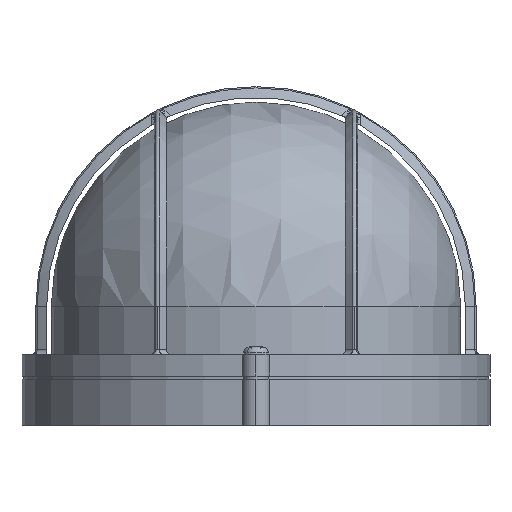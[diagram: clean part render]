
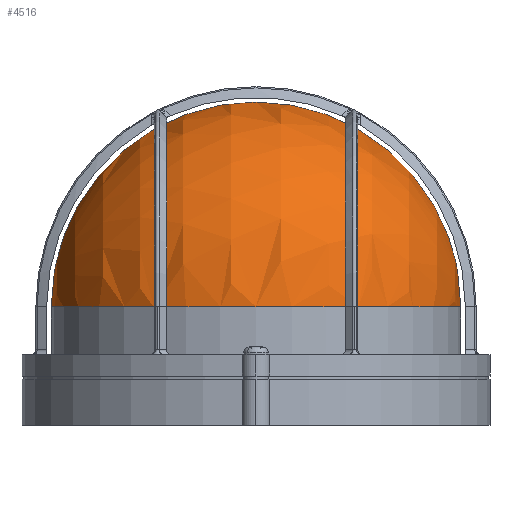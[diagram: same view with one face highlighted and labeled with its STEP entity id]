
A CAD part, left-side view. The second image highlights one B-rep face of the part: STEP entity #4516.
In plain terms, the highlighted spherical face has radius 66.5 mm.
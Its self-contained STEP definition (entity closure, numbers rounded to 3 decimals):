
#201 = AXIS2_PLACEMENT_3D ( 'NONE', #7892, #8696, #4011 ) ;
#309 = VERTEX_POINT ( 'NONE', #6991 ) ;
#328 = DIRECTION ( 'NONE',  ( 0., 0., -1. ) ) ;
#475 = DIRECTION ( 'NONE',  ( 1., 0., 0. ) ) ;
#764 = CIRCLE ( 'NONE', #3320, 66.5 ) ;
#1302 = CARTESIAN_POINT ( 'NONE',  ( -54., -66.5, 38.5 ) ) ;
#1823 = AXIS2_PLACEMENT_3D ( 'NONE', #3045, #8500, #3814 ) ;
#1877 = VERTEX_POINT ( 'NONE', #4748 ) ;
#2015 = ORIENTED_EDGE ( 'NONE', *, *, #2288, .F. ) ;
#2288 = EDGE_CURVE ( 'NONE', #1877, #2944, #6968, .T. ) ;
#2543 = FACE_OUTER_BOUND ( 'NONE', #8739, .T. ) ;
#2780 = SPHERICAL_SURFACE ( 'NONE', #201, 66.5 ) ;
#2925 = EDGE_CURVE ( 'NONE', #309, #1877, #764, .T. ) ;
#2944 = VERTEX_POINT ( 'NONE', #1302 ) ;
#3045 = CARTESIAN_POINT ( 'NONE',  ( -54., 0., 38.5 ) ) ;
#3320 = AXIS2_PLACEMENT_3D ( 'NONE', #5132, #475, #5918 ) ;
#3346 = CIRCLE ( 'NONE', #8405, 66.5 ) ;
#3814 = DIRECTION ( 'NONE',  ( 0., 1., 0. ) ) ;
#4011 = DIRECTION ( 'NONE',  ( 1., 0., 0. ) ) ;
#4516 = ADVANCED_FACE ( 'NONE', ( #2543 ), #2780, .T. ) ;
#4748 = CARTESIAN_POINT ( 'NONE',  ( -54., 0., 105. ) ) ;
#4997 = CARTESIAN_POINT ( 'NONE',  ( -54., 0., 38.5 ) ) ;
#5132 = CARTESIAN_POINT ( 'NONE',  ( -54., 0., 38.5 ) ) ;
#5773 = DIRECTION ( 'NONE',  ( 1., 0., 0. ) ) ;
#5918 = DIRECTION ( 'NONE',  ( 0., 1., 0. ) ) ;
#6968 = CIRCLE ( 'NONE', #1823, 66.5 ) ;
#6991 = CARTESIAN_POINT ( 'NONE',  ( -54., 66.5, 38.5 ) ) ;
#7892 = CARTESIAN_POINT ( 'NONE',  ( -54., 0., 38.5 ) ) ;
#8405 = AXIS2_PLACEMENT_3D ( 'NONE', #4997, #328, #5773 ) ;
#8500 = DIRECTION ( 'NONE',  ( 1., 0., 0. ) ) ;
#8696 = DIRECTION ( 'NONE',  ( 0., 1., 0. ) ) ;
#8739 = EDGE_LOOP ( 'NONE', ( #9588, #9431, #2015 ) ) ;
#9431 = ORIENTED_EDGE ( 'NONE', *, *, #9637, .F. ) ;
#9588 = ORIENTED_EDGE ( 'NONE', *, *, #2925, .F. ) ;
#9637 = EDGE_CURVE ( 'NONE', #2944, #309, #3346, .T. ) ;
